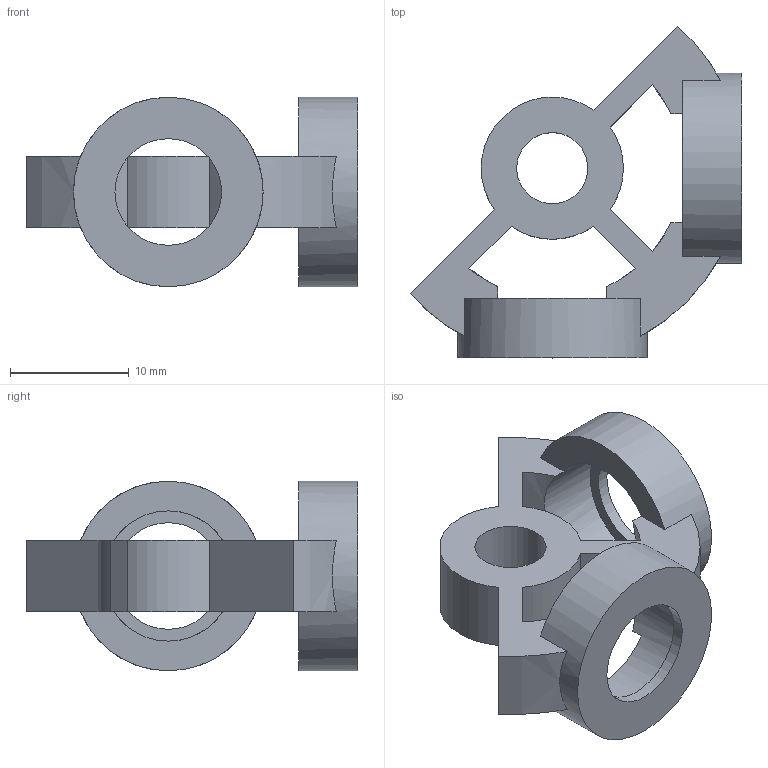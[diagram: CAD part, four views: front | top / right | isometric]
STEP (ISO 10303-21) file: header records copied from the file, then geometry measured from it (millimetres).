
FILE_DESCRIPTION(/* description */ (''),/* implementation_level */ '2;1');
FILE_NAME(/* name */ 'laser mount v12.step',/* time_stamp */ '2025-10-28T21:46:46-04:00',/* author */ (''),/* organization */ (''),/* preprocessor_version */ 'ST-DEVELOPER v20.1',/* originating_system */ 'Autodesk Translation Framework v14.17.0.0',/* authorisation */ '');
FILE_SCHEMA (('AUTOMOTIVE_DESIGN { 1 0 10303 214 3 1 1 }'));
Length unit declared in the file: millimetre
Products named in the file (1): laser mount
Bounding box: 28 x 28 x 16 mm (x, y, z)
Volume: 2277.3 mm3; surface area: 2398.9 mm2
Topology: 1 solids, 1 shells, 35 faces, 111 edges, 74 vertices
Faces by surface type: cylinder 18, plane 17
Full cylindrical faces by diameter (mm): 6 x1, 9 x2, 11 x2, 16 x2
Entity records: 1336 total; most frequent: CARTESIAN_POINT 283, ORIENTED_EDGE 222, DIRECTION 211, EDGE_CURVE 111, AXIS2_PLACEMENT_3D 76, VERTEX_POINT 74, LINE 59, VECTOR 59
